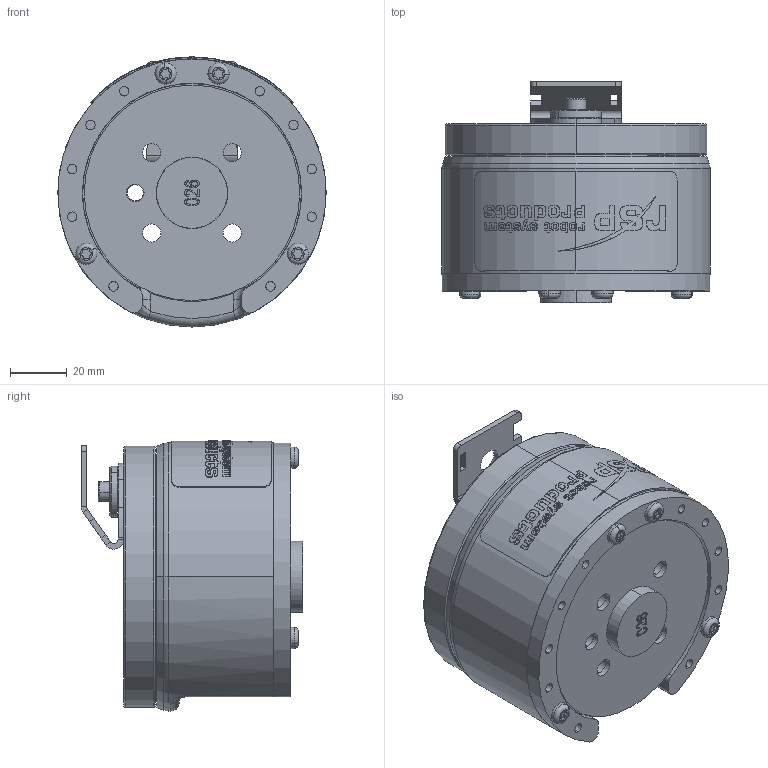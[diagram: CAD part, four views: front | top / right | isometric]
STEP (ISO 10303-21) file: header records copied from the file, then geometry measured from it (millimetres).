
FILE_DESCRIPTION (( 'STEP AP203' ), '1' );
FILE_NAME ('P5132 Radial guide.STEP', '2018-12-12T13:30:04', ( 'RSPlokal' ), ( 'Microsoft' ), 'SwSTEP 2.0', 'SolidWorks 2017', '' );
FILE_SCHEMA (( 'CONFIG_CONTROL_DESIGN' ));
Length unit declared in the file: millimetre
Products named in the file (1): P5132 Radial guide
Bounding box: 94.5 x 78 x 95.1 mm (x, y, z)
Volume: 221860.8 mm3; surface area: 82933.1 mm2
Topology: 35 solids, 35 shells, 880 faces, 2258 edges, 1456 vertices
Faces by surface type: plane 293, cylinder 286, bspline 222, torus 40, cone 39
Entity records: 33410 total; most frequent: CARTESIAN_POINT 13211, ORIENTED_EDGE 4464, DIRECTION 3667, EDGE_CURVE 2232, VERTEX_POINT 1456, AXIS2_PLACEMENT_3D 1350, EDGE_LOOP 998, VECTOR 967
